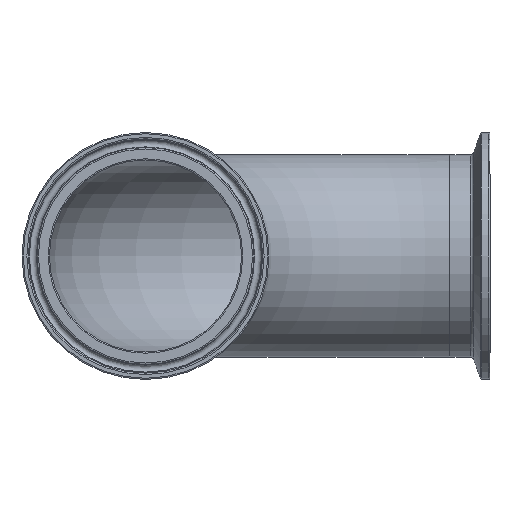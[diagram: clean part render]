
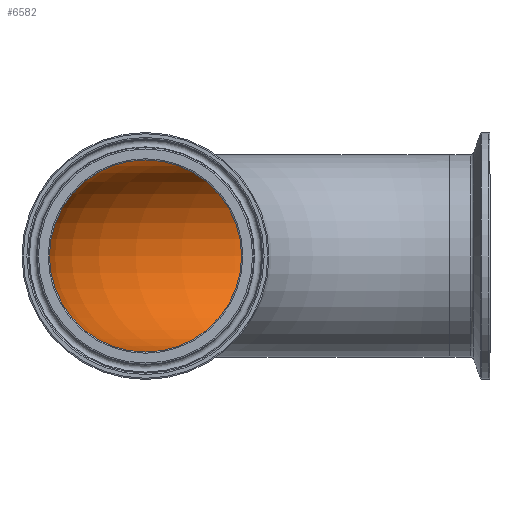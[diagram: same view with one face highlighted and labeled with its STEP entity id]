
A CAD part, front view. The second image highlights one B-rep face of the part: STEP entity #6582.
In plain terms, the highlighted toroidal (fillet/blend) face has major radius 95.25 mm and minor radius 30.099 mm.
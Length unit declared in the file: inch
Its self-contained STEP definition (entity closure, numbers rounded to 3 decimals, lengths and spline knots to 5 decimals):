
#63=CIRCLE('',#6827,1.185);
#64=CIRCLE('',#6828,1.185);
#137=FACE_BOUND('',#1901,.T.);
#1451=FACE_OUTER_BOUND('',#1900,.T.);
#1900=EDGE_LOOP('',(#6086));
#1901=EDGE_LOOP('',(#6087));
#3185=VERTEX_POINT('',#14895);
#3186=VERTEX_POINT('',#14897);
#4155=EDGE_CURVE('',#3185,#3185,#63,.T.);
#4156=EDGE_CURVE('',#3186,#3186,#64,.T.);
#6086=ORIENTED_EDGE('',*,*,#4155,.F.);
#6087=ORIENTED_EDGE('',*,*,#4156,.F.);
#6146=TOROIDAL_SURFACE('',#6826,3.75,1.185);
#6582=ADVANCED_FACE('',(#1451,#137),#6146,.F.);
#6826=AXIS2_PLACEMENT_3D('',#14894,#7618,#7619);
#6827=AXIS2_PLACEMENT_3D('',#14896,#7620,#7621);
#6828=AXIS2_PLACEMENT_3D('',#14898,#7622,#7623);
#7618=DIRECTION('center_axis',(0.,0.,-1.));
#7619=DIRECTION('ref_axis',(-1.,0.,0.));
#7620=DIRECTION('center_axis',(-1.,0.,0.));
#7621=DIRECTION('ref_axis',(0.,1.,0.));
#7622=DIRECTION('center_axis',(0.,1.,0.));
#7623=DIRECTION('ref_axis',(-1.,0.,0.));
#14894=CARTESIAN_POINT('Origin',(3.75,0.,0.));
#14895=CARTESIAN_POINT('',(3.75,4.935,0.));
#14896=CARTESIAN_POINT('Origin',(3.75,3.75,0.));
#14897=CARTESIAN_POINT('',(-1.185,0.,0.));
#14898=CARTESIAN_POINT('Origin',(0.,0.,0.));
